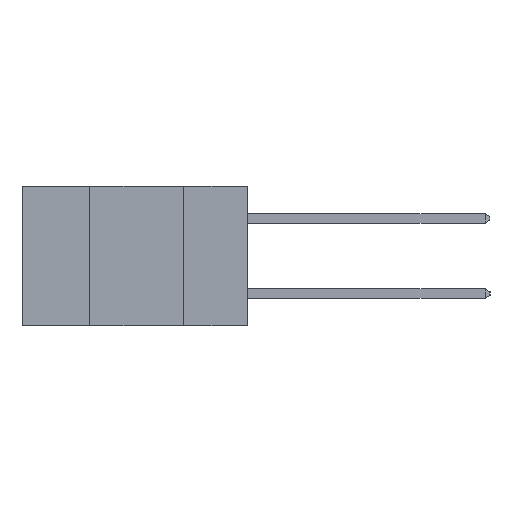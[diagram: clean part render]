
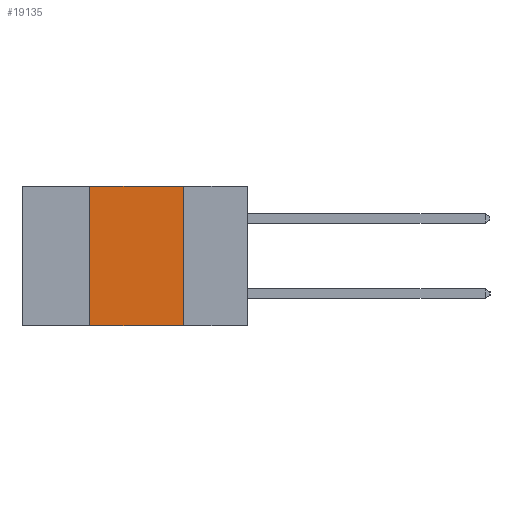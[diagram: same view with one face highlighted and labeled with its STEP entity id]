
A CAD part, left-side view. The second image highlights one B-rep face of the part: STEP entity #19135.
In plain terms, the highlighted planar face has unit normal (-1, 0, 0).
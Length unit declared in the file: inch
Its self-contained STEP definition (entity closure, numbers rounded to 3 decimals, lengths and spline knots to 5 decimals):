
#111 = AXIS2_PLACEMENT_3D ( 'NONE', #3920, #20146, #10584 ) ;
#229 = ORIENTED_EDGE ( 'NONE', *, *, #19171, .F. ) ;
#290 = CARTESIAN_POINT ( 'NONE',  ( 0., 0.42, 0. ) ) ;
#507 = LINE ( 'NONE', #10655, #16958 ) ;
#716 = EDGE_CURVE ( 'NONE', #8430, #6918, #17279, .T. ) ;
#1576 = FACE_OUTER_BOUND ( 'NONE', #9751, .T. ) ;
#2109 = CARTESIAN_POINT ( 'NONE',  ( 0., 0.17, 0. ) ) ;
#2490 = VERTEX_POINT ( 'NONE', #8820 ) ;
#3838 = CARTESIAN_POINT ( 'NONE',  ( 0., 0.17, -0.37 ) ) ;
#3920 = CARTESIAN_POINT ( 'NONE',  ( 0., 0.6, 0. ) ) ;
#4779 = ORIENTED_EDGE ( 'NONE', *, *, #716, .F. ) ;
#6272 = VECTOR ( 'NONE', #19913, 39.37008 ) ;
#6788 = LINE ( 'NONE', #13557, #6272 ) ;
#6918 = VERTEX_POINT ( 'NONE', #290 ) ;
#8000 = DIRECTION ( 'NONE',  ( 0., 0., 1. ) ) ;
#8430 = VERTEX_POINT ( 'NONE', #12704 ) ;
#8820 = CARTESIAN_POINT ( 'NONE',  ( 0., 0.17, -0.37 ) ) ;
#9751 = EDGE_LOOP ( 'NONE', ( #12505, #229, #4779, #13474 ) ) ;
#10584 = DIRECTION ( 'NONE',  ( 0., 0., -1. ) ) ;
#10655 = CARTESIAN_POINT ( 'NONE',  ( 0., 0.6, 0. ) ) ;
#11851 = LINE ( 'NONE', #3838, #20321 ) ;
#12505 = ORIENTED_EDGE ( 'NONE', *, *, #17163, .F. ) ;
#12704 = CARTESIAN_POINT ( 'NONE',  ( 0., 0.42, -0.37 ) ) ;
#13474 = ORIENTED_EDGE ( 'NONE', *, *, #19739, .T. ) ;
#13557 = CARTESIAN_POINT ( 'NONE',  ( 0., 0.6, -0.37 ) ) ;
#15250 = DIRECTION ( 'NONE',  ( 0., 0., -1. ) ) ;
#15457 = DIRECTION ( 'NONE',  ( 0., -1., 0. ) ) ;
#16063 = VERTEX_POINT ( 'NONE', #2109 ) ;
#16781 = VECTOR ( 'NONE', #8000, 39.37008 ) ;
#16914 = PLANE ( 'NONE',  #111 ) ;
#16958 = VECTOR ( 'NONE', #15457, 39.37008 ) ;
#17163 = EDGE_CURVE ( 'NONE', #16063, #2490, #11851, .T. ) ;
#17279 = LINE ( 'NONE', #19808, #16781 ) ;
#19135 = ADVANCED_FACE ( 'NONE', ( #1576 ), #16914, .F. ) ;
#19171 = EDGE_CURVE ( 'NONE', #6918, #16063, #507, .T. ) ;
#19739 = EDGE_CURVE ( 'NONE', #8430, #2490, #6788, .T. ) ;
#19808 = CARTESIAN_POINT ( 'NONE',  ( 0., 0.42, -0.37 ) ) ;
#19913 = DIRECTION ( 'NONE',  ( 0., -1., 0. ) ) ;
#20146 = DIRECTION ( 'NONE',  ( 1., 0., 0. ) ) ;
#20321 = VECTOR ( 'NONE', #15250, 39.37008 ) ;
